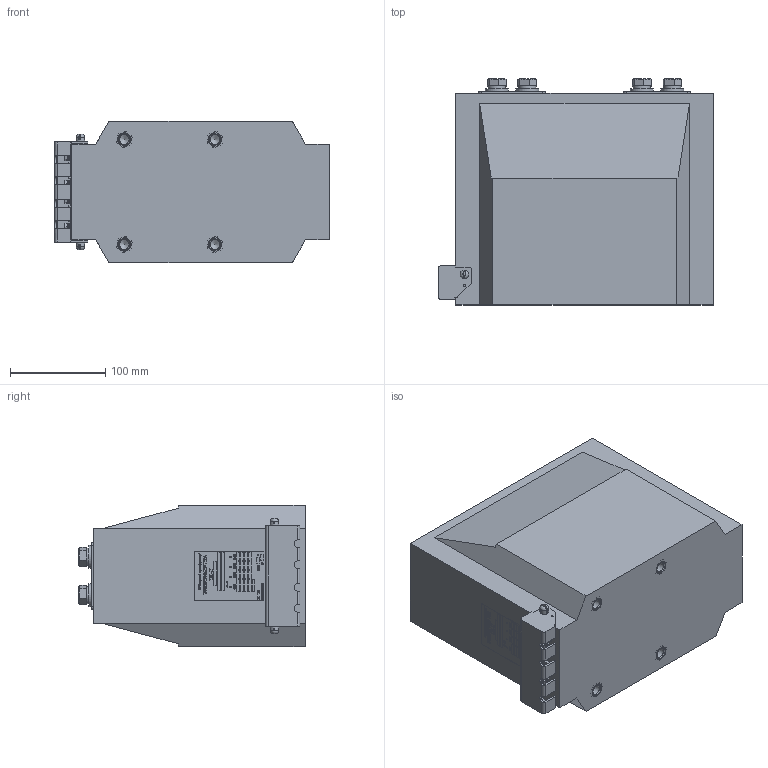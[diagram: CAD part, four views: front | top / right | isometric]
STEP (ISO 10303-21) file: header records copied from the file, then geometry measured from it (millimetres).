
FILE_DESCRIPTION(('STEP AP214'), '1');
FILE_NAME('ﾒﾋﾊ-ﾑﾒ-10-5(2.4.1) (2000ﾀ)', '2023-09-21T10:03:47', ('UNSPECIFIED'), ('UNSPECIFIED'), 'ASCON STEP Converter 1.3', 'ASCON Math Kernel', '');
FILE_SCHEMA(('AUTOMOTIVE_DESIGN { 1 0 10303 214 3 1 1}'));
Length unit declared in the file: millimetre
Products named in the file (16): ﾂﾅﾈﾓ.757465.007ﾀ-01; 屡扔.758472.007-02; 屡扔.758472.015
Assembly tree (62 placements, depth 3):
  (unnamed)
    (unnamed)
      (unnamed)
      ﾂﾅﾈﾓ.757465.007ﾀ-01  x2
      (unnamed)  x4
    (unnamed)  x8
    (unnamed)  x8
    (unnamed)  x8
    (unnamed)  x6
    (unnamed)  x6
    (unnamed)  x6
    (unnamed)
    (unnamed)
    屡扔.758472.007-02  x6
    屡扔.758472.015  x2
    (unnamed)  x2
Bounding box: 288 x 237 x 148 mm (x, y, z)
Volume: 8061881.7 mm3; surface area: 389594.3 mm2
Topology: 60 solids, 61 shells, 6711 faces, 18788 edges, 12438 vertices
Faces by surface type: plane 4114, cylinder 2427, cone 112, torus 46, sphere 8, bspline 4
Full cylindrical faces by diameter (mm): 2 x22, 4.134 x8, 5 x8, 5.3 x6, 6 x2, 6.5 x2, 9 x2, 10 x6, 10.106 x4, 10.109 x8, 10.9 x6, 12 x22, 13 x12, 15 x4, 20 x2, 24 x8
Entity records: 255268 total; most frequent: CARTESIAN_POINT 38073, ORIENTED_EDGE 35192, DIRECTION 34632, EDGE_CURVE 17598, LINE 12912, VECTOR 12912, VERTEX_POINT 11748, AXIS2_PLACEMENT_3D 10860
